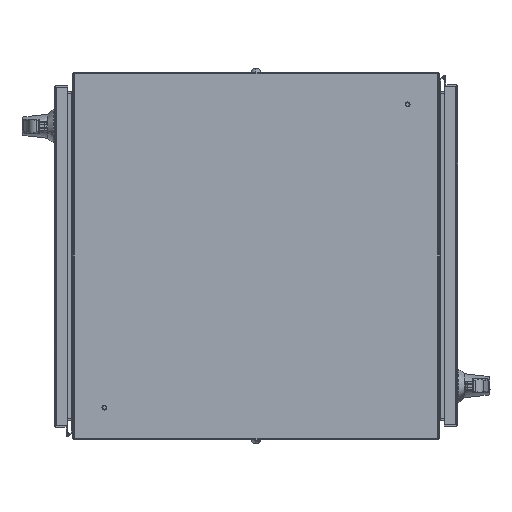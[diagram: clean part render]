
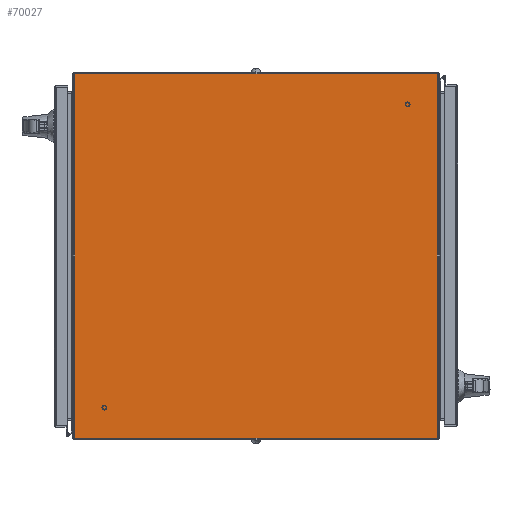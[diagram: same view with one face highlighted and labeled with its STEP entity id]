
A CAD part, front view. The second image highlights one B-rep face of the part: STEP entity #70027.
In plain terms, the highlighted face is planar.
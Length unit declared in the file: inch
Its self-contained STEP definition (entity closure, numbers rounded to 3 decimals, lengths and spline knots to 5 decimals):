
#9354 = LINE ( 'NONE', #116861, #62320 ) ;
#22603 = VERTEX_POINT ( 'NONE', #117068 ) ;
#29716 = ORIENTED_EDGE ( 'NONE', *, *, #34448, .F. ) ;
#34448 = EDGE_CURVE ( 'NONE', #81761, #61182, #9354, .T. ) ;
#43700 = VECTOR ( 'NONE', #62602, 39.37008 ) ;
#46207 = CARTESIAN_POINT ( 'NONE',  ( 11.935, -11.887, 0. ) ) ;
#52203 = DIRECTION ( 'NONE',  ( 1., 0., 0. ) ) ;
#54129 = LINE ( 'NONE', #109493, #68890 ) ;
#60722 = LINE ( 'NONE', #116933, #43700 ) ;
#61182 = VERTEX_POINT ( 'NONE', #121991 ) ;
#62320 = VECTOR ( 'NONE', #169589, 39.37008 ) ;
#62602 = DIRECTION ( 'NONE',  ( 0., -1., 0. ) ) ;
#64311 = EDGE_LOOP ( 'NONE', ( #151676, #29716, #145179, #108315 ) ) ;
#66066 = VECTOR ( 'NONE', #74487, 39.37008 ) ;
#68890 = VECTOR ( 'NONE', #108310, 39.37008 ) ;
#70027 = ADVANCED_FACE ( 'NONE', ( #101934 ), #105385, .F. ) ;
#74306 = VERTEX_POINT ( 'NONE', #104615 ) ;
#74487 = DIRECTION ( 'NONE',  ( 1., 0., 0. ) ) ;
#81761 = VERTEX_POINT ( 'NONE', #46207 ) ;
#101150 = AXIS2_PLACEMENT_3D ( 'NONE', #106538, #147910, #52203 ) ;
#101620 = CARTESIAN_POINT ( 'NONE',  ( 11.935, -11.887, 0. ) ) ;
#101934 = FACE_OUTER_BOUND ( 'NONE', #64311, .T. ) ;
#104615 = CARTESIAN_POINT ( 'NONE',  ( -11.935, -11.887, 0. ) ) ;
#105385 = PLANE ( 'NONE',  #101150 ) ;
#106538 = CARTESIAN_POINT ( 'NONE',  ( 11.935, 12.03, 0. ) ) ;
#108310 = DIRECTION ( 'NONE',  ( -1., 0., 0. ) ) ;
#108315 = ORIENTED_EDGE ( 'NONE', *, *, #136694, .F. ) ;
#109493 = CARTESIAN_POINT ( 'NONE',  ( 11.935, 11.887, 0. ) ) ;
#114725 = LINE ( 'NONE', #101620, #66066 ) ;
#116861 = CARTESIAN_POINT ( 'NONE',  ( 11.935, 12.03, 0. ) ) ;
#116933 = CARTESIAN_POINT ( 'NONE',  ( -11.935, 12.03, 0. ) ) ;
#117068 = CARTESIAN_POINT ( 'NONE',  ( -11.935, 11.887, 0. ) ) ;
#119199 = EDGE_CURVE ( 'NONE', #61182, #22603, #54129, .T. ) ;
#121991 = CARTESIAN_POINT ( 'NONE',  ( 11.935, 11.887, 0. ) ) ;
#123685 = EDGE_CURVE ( 'NONE', #74306, #81761, #114725, .T. ) ;
#136694 = EDGE_CURVE ( 'NONE', #22603, #74306, #60722, .T. ) ;
#145179 = ORIENTED_EDGE ( 'NONE', *, *, #123685, .F. ) ;
#147910 = DIRECTION ( 'NONE',  ( 0., 0., 1. ) ) ;
#151676 = ORIENTED_EDGE ( 'NONE', *, *, #119199, .F. ) ;
#169589 = DIRECTION ( 'NONE',  ( 0., 1., 0. ) ) ;
